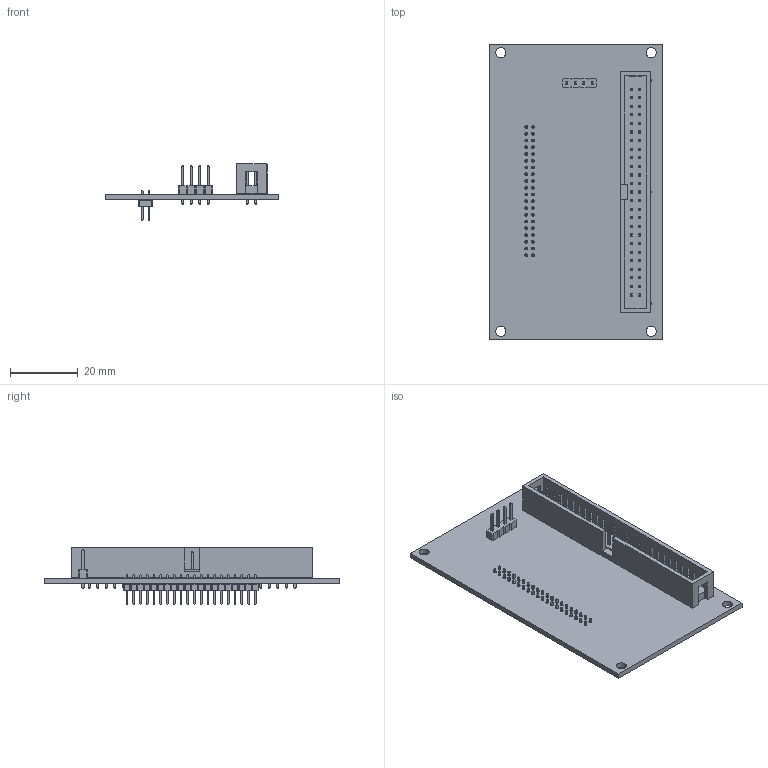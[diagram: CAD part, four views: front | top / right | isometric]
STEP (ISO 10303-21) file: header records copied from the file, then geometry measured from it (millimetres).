
FILE_DESCRIPTION(('KiCad electronic assembly'),'2;1');
FILE_NAME('SCSI-Adapter.step','2024-04-03T08:51:41',('Pcbnew'),('Kicad') ,'Open CASCADE STEP processor 7.7','KiCad to STEP converter','Unknown' );
FILE_SCHEMA(('AUTOMOTIVE_DESIGN { 1 0 10303 214 1 1 1 1 }'));
Length unit declared in the file: millimetre
Products named in the file (8): SCSI-Adapter 1; IDC-Header_2x25_P2.54mm_Vertical; IDC_Header_2x25_P254mm_Vertical; PinHeader_1x04_P2.54mm_Vertical; PinHeader_1x04_P254mm_Vertical; PinHeader_2x20_P2.00mm_Vertical; PinHeader_2x20_P200mm_Vertical; SCSI-Adapter_PCB
Assembly tree (7 placements, depth 3):
  SCSI-Adapter 1
    IDC-Header_2x25_P2.54mm_Vertical
      IDC_Header_2x25_P254mm_Vertical
    PinHeader_1x04_P2.54mm_Vertical
      PinHeader_1x04_P254mm_Vertical
    PinHeader_2x20_P2.00mm_Vertical
      PinHeader_2x20_P200mm_Vertical
    SCSI-Adapter_PCB
Bounding box: 51.5 x 87.5 x 16.8 mm (x, y, z)
Volume: 10342.2 mm3; surface area: 15675.1 mm2
Topology: 4 solids, 4 shells, 1990 faces, 4630 edges, 2838 vertices
Faces by surface type: plane 1883, cylinder 107
Full cylindrical faces by diameter (mm): 0.8 x40, 1 x60, 3 x4
Entity records: 68374 total; most frequent: CARTESIAN_POINT 9466, ORIENTED_EDGE 9260, DIRECTION 8846, EDGE_CURVE 4630, LINE 4410, VECTOR 4410, VERTEX_POINT 2838, FACE_BOUND 2380
